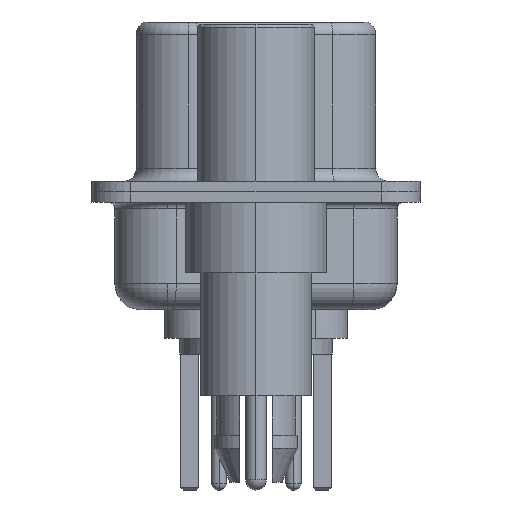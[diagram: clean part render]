
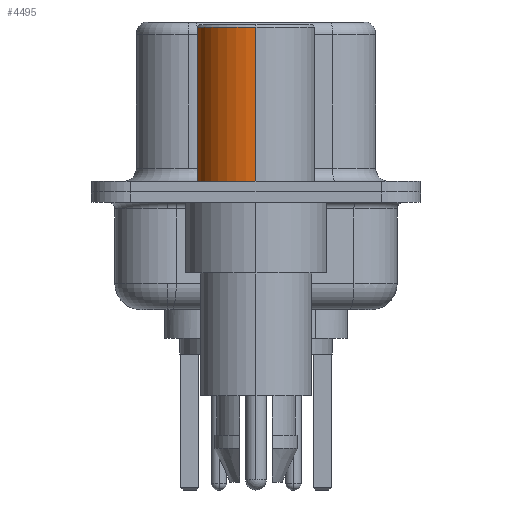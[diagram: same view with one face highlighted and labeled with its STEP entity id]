
A CAD part, left-side view. The second image highlights one B-rep face of the part: STEP entity #4495.
In plain terms, the highlighted cylindrical face has radius 2.25 mm (diameter 4.5 mm), a partial arc.
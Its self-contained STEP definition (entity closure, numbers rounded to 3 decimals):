
#88 = FACE_OUTER_BOUND ( 'NONE', #8575, .T. ) ;
#1227 = VECTOR ( 'NONE', #16875, 1000. ) ;
#3762 = CARTESIAN_POINT ( 'NONE',  ( 2.25, 0., 0.581 ) ) ;
#3923 = VECTOR ( 'NONE', #8845, 1000. ) ;
#4495 = ADVANCED_FACE ( 'NONE', ( #88 ), #8530, .T. ) ;
#5276 = VERTEX_POINT ( 'NONE', #14307 ) ;
#6818 = VERTEX_POINT ( 'NONE', #14368 ) ;
#6933 = ORIENTED_EDGE ( 'NONE', *, *, #16006, .F. ) ;
#6973 = CARTESIAN_POINT ( 'NONE',  ( -2.25, 0., 0.581 ) ) ;
#7717 = DIRECTION ( 'NONE',  ( 0., 0., 1. ) ) ;
#8530 = CYLINDRICAL_SURFACE ( 'NONE', #14764, 2.25 ) ;
#8575 = EDGE_LOOP ( 'NONE', ( #14926, #14385, #6933, #11913 ) ) ;
#8845 = DIRECTION ( 'NONE',  ( 0., 0., 1. ) ) ;
#8935 = LINE ( 'NONE', #3762, #3923 ) ;
#9114 = DIRECTION ( 'NONE',  ( 0., 0., 1. ) ) ;
#9258 = EDGE_CURVE ( 'NONE', #6818, #5276, #18602, .T. ) ;
#11532 = EDGE_CURVE ( 'NONE', #18482, #6818, #18974, .T. ) ;
#11913 = ORIENTED_EDGE ( 'NONE', *, *, #14191, .F. ) ;
#14191 = EDGE_CURVE ( 'NONE', #18482, #14660, #8935, .T. ) ;
#14307 = CARTESIAN_POINT ( 'NONE',  ( -2.25, 0., 6.3 ) ) ;
#14368 = CARTESIAN_POINT ( 'NONE',  ( -2.25, 0., 0.4 ) ) ;
#14385 = ORIENTED_EDGE ( 'NONE', *, *, #9258, .T. ) ;
#14660 = VERTEX_POINT ( 'NONE', #17392 ) ;
#14764 = AXIS2_PLACEMENT_3D ( 'NONE', #16490, #17804, #16487 ) ;
#14926 = ORIENTED_EDGE ( 'NONE', *, *, #11532, .T. ) ;
#15790 = AXIS2_PLACEMENT_3D ( 'NONE', #19158, #9114, #20875 ) ;
#16006 = EDGE_CURVE ( 'NONE', #14660, #5276, #16213, .T. ) ;
#16213 = CIRCLE ( 'NONE', #15790, 2.25 ) ;
#16487 = DIRECTION ( 'NONE',  ( 1., 0., 0. ) ) ;
#16490 = CARTESIAN_POINT ( 'NONE',  ( 0., 0., 0.581 ) ) ;
#16682 = CARTESIAN_POINT ( 'NONE',  ( 2.25, 0., 0.4 ) ) ;
#16875 = DIRECTION ( 'NONE',  ( 0., 0., 1. ) ) ;
#17392 = CARTESIAN_POINT ( 'NONE',  ( 2.25, 0., 6.3 ) ) ;
#17754 = CARTESIAN_POINT ( 'NONE',  ( 0., 0., 0.4 ) ) ;
#17804 = DIRECTION ( 'NONE',  ( 0., 0., 1. ) ) ;
#18482 = VERTEX_POINT ( 'NONE', #16682 ) ;
#18602 = LINE ( 'NONE', #6973, #1227 ) ;
#18974 = CIRCLE ( 'NONE', #19962, 2.25 ) ;
#19158 = CARTESIAN_POINT ( 'NONE',  ( 0., 0., 6.3 ) ) ;
#19461 = DIRECTION ( 'NONE',  ( 1., 0., 0. ) ) ;
#19962 = AXIS2_PLACEMENT_3D ( 'NONE', #17754, #7717, #19461 ) ;
#20875 = DIRECTION ( 'NONE',  ( 1., 0., 0. ) ) ;
